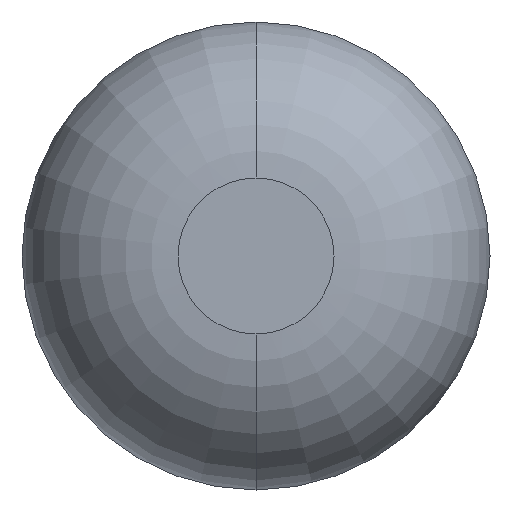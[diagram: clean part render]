
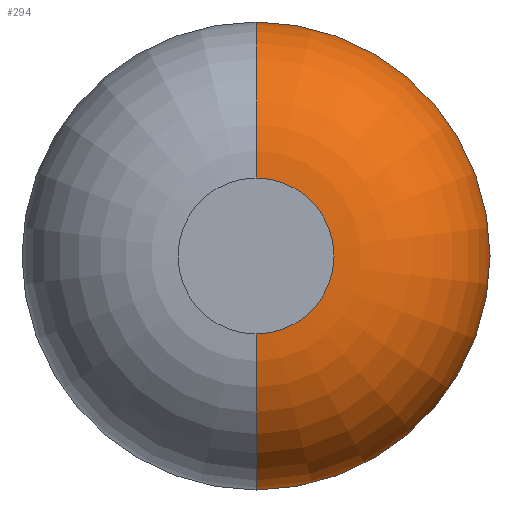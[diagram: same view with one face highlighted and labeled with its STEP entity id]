
A CAD part, front view. The second image highlights one B-rep face of the part: STEP entity #294.
In plain terms, the highlighted toroidal (fillet/blend) face has major radius 3.175 mm and minor radius 6.35 mm.
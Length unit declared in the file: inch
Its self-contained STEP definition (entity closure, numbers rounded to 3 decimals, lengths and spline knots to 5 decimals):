
#1 = EDGE_CURVE ( 'NONE', #93, #280, #54, .T. ) ;
#3 = AXIS2_PLACEMENT_3D ( 'NONE', #267, #362, #173 ) ;
#4 = CARTESIAN_POINT ( 'NONE',  ( 0., 0.25, -0.375 ) ) ;
#16 = DIRECTION ( 'NONE',  ( 1., 0., 0. ) ) ;
#29 = DIRECTION ( 'NONE',  ( 0., -1., 0. ) ) ;
#31 = EDGE_LOOP ( 'NONE', ( #111, #382, #56, #61 ) ) ;
#48 = CARTESIAN_POINT ( 'NONE',  ( 0., 0., 0.125 ) ) ;
#54 = CIRCLE ( 'NONE', #3, 0.375 ) ;
#55 = AXIS2_PLACEMENT_3D ( 'NONE', #299, #131, #298 ) ;
#56 = ORIENTED_EDGE ( 'NONE', *, *, #250, .F. ) ;
#61 = ORIENTED_EDGE ( 'NONE', *, *, #226, .F. ) ;
#71 = AXIS2_PLACEMENT_3D ( 'NONE', #304, #29, #139 ) ;
#93 = VERTEX_POINT ( 'NONE', #4 ) ;
#105 = DIRECTION ( 'NONE',  ( -1., 0., 0. ) ) ;
#111 = ORIENTED_EDGE ( 'NONE', *, *, #1, .T. ) ;
#113 = FACE_OUTER_BOUND ( 'NONE', #31, .T. ) ;
#118 = AXIS2_PLACEMENT_3D ( 'NONE', #229, #105, #359 ) ;
#119 = DIRECTION ( 'NONE',  ( 0., 0., -1. ) ) ;
#123 = CIRCLE ( 'NONE', #375, 0.25 ) ;
#130 = CIRCLE ( 'NONE', #118, 0.25 ) ;
#131 = DIRECTION ( 'NONE',  ( 0., -1., 0. ) ) ;
#135 = CARTESIAN_POINT ( 'NONE',  ( 0., 0.25, 0.375 ) ) ;
#139 = DIRECTION ( 'NONE',  ( 0., 0., -1. ) ) ;
#156 = CARTESIAN_POINT ( 'NONE',  ( 0., 0., -0.125 ) ) ;
#173 = DIRECTION ( 'NONE',  ( 0., 0., -1. ) ) ;
#179 = VERTEX_POINT ( 'NONE', #156 ) ;
#185 = CARTESIAN_POINT ( 'NONE',  ( 0., 0.25, 0.125 ) ) ;
#194 = EDGE_CURVE ( 'NONE', #280, #254, #123, .T. ) ;
#226 = EDGE_CURVE ( 'NONE', #93, #179, #130, .T. ) ;
#229 = CARTESIAN_POINT ( 'NONE',  ( 0., 0.25, -0.125 ) ) ;
#250 = EDGE_CURVE ( 'NONE', #179, #254, #265, .T. ) ;
#254 = VERTEX_POINT ( 'NONE', #48 ) ;
#265 = CIRCLE ( 'NONE', #55, 0.125 ) ;
#267 = CARTESIAN_POINT ( 'NONE',  ( 0., 0.25, 0. ) ) ;
#280 = VERTEX_POINT ( 'NONE', #135 ) ;
#294 = ADVANCED_FACE ( 'NONE', ( #113 ), #360, .T. ) ;
#298 = DIRECTION ( 'NONE',  ( 0., 0., -1. ) ) ;
#299 = CARTESIAN_POINT ( 'NONE',  ( 0., 0., 0. ) ) ;
#304 = CARTESIAN_POINT ( 'NONE',  ( 0., 0.25, 0. ) ) ;
#359 = DIRECTION ( 'NONE',  ( 0., 0., 1. ) ) ;
#360 = TOROIDAL_SURFACE ( 'NONE', #71, 0.125, 0.25 ) ;
#362 = DIRECTION ( 'NONE',  ( 0., -1., 0. ) ) ;
#375 = AXIS2_PLACEMENT_3D ( 'NONE', #185, #16, #119 ) ;
#382 = ORIENTED_EDGE ( 'NONE', *, *, #194, .T. ) ;
